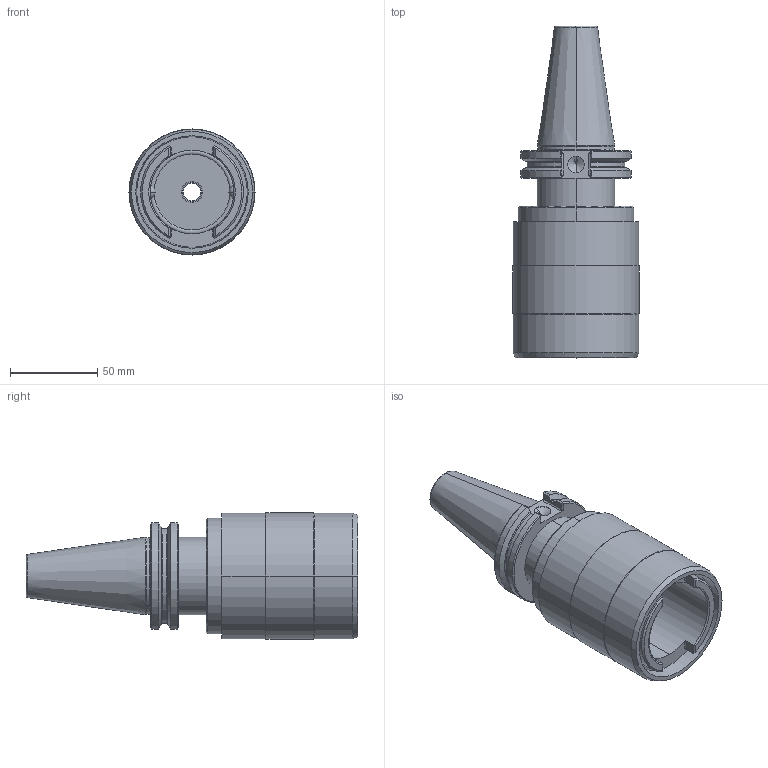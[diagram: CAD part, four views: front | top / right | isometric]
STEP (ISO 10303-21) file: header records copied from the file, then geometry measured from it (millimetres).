
FILE_DESCRIPTION((''),'2;1');
FILE_NAME('21880-40CAT','2021-06-24T14:13:09',('046'),(''),'CREO PARAMETRIC BY PTC INC, 2019352','CREO PARAMETRIC BY PTC INC, 2019352','');
FILE_SCHEMA(('CONFIG_CONTROL_DESIGN'));
Length unit declared in the file: millimetre
Products named in the file (1): 21880-40CAT
Bounding box: 72.3 x 190.25 x 72.3 mm (x, y, z)
Volume: 368328.7 mm3; surface area: 58326.7 mm2
Topology: 1 solids, 1 shells, 139 faces, 363 edges, 229 vertices
Faces by surface type: plane 49, cylinder 40, cone 30, torus 16, sphere 4
Entity records: 4922 total; most frequent: CARTESIAN_POINT 1544, ORIENTED_EDGE 714, DIRECTION 679, EDGE_CURVE 357, AXIS2_PLACEMENT_3D 261, VERTEX_POINT 229, VECTOR 157, LINE 157
